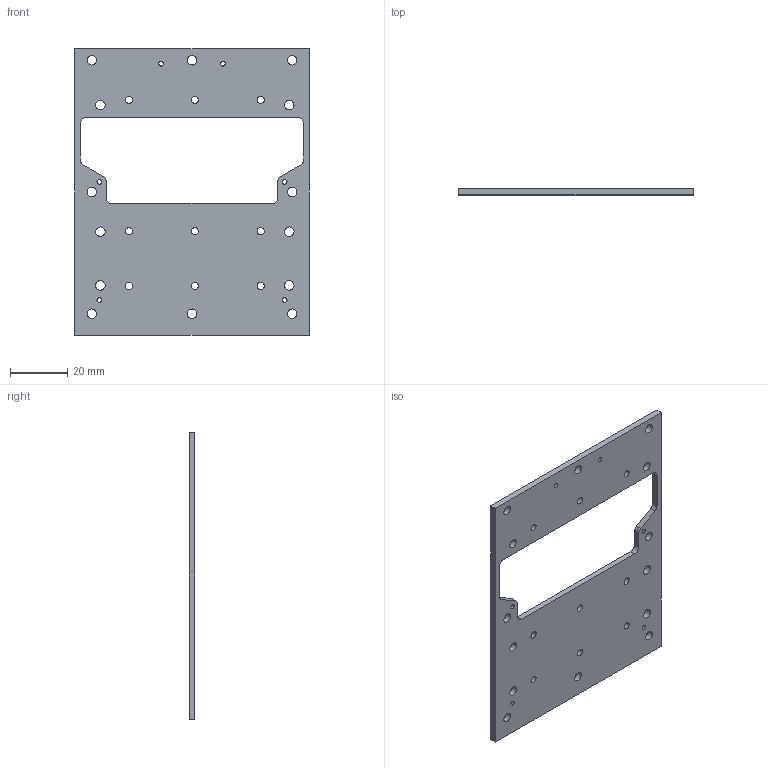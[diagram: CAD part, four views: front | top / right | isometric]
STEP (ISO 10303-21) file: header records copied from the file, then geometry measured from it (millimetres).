
FILE_DESCRIPTION(/* description */ (''),/* implementation_level */ '2;1');
FILE_NAME(/* name */ 'Y- Outside (x1).step',/* time_stamp */ '2022-01-11T16:23:05-08:00',/* author */ (''),/* organization */ (''),/* preprocessor_version */ 'ST-DEVELOPER v18.1',/* originating_system */ 'Autodesk Translation Framework v10.10.0.1391',/* authorisation */ '');
FILE_SCHEMA (('AUTOMOTIVE_DESIGN { 1 0 10303 214 3 1 1 }'));
Length unit declared in the file: millimetre
Products named in the file (1): Y- Outside (x1)
Bounding box: 82 x 2.04 x 100 mm (x, y, z)
Volume: 12009.3 mm3; surface area: 13444.5 mm2
Topology: 1 solids, 1 shells, 51 faces, 147 edges, 98 vertices
Faces by surface type: cylinder 37, plane 14
Full cylindrical faces by diameter (mm): 1.6 x6, 2.5 x9, 3.3 x14
Entity records: 1875 total; most frequent: DIRECTION 325, CARTESIAN_POINT 297, ORIENTED_EDGE 294, EDGE_CURVE 147, AXIS2_PLACEMENT_3D 126, EDGE_LOOP 111, VERTEX_POINT 98, CIRCLE 74
